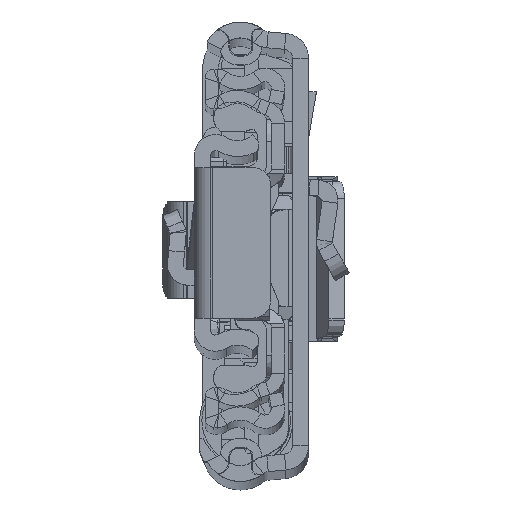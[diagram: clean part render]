
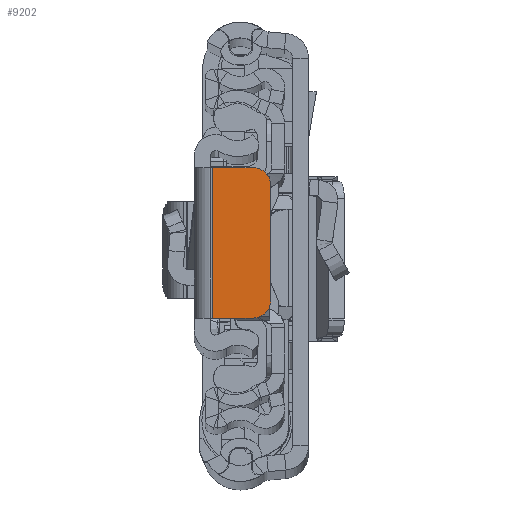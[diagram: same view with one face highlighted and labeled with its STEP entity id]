
A CAD part, top view. The second image highlights one B-rep face of the part: STEP entity #9202.
In plain terms, the highlighted planar face has unit normal (0, 0, 1).
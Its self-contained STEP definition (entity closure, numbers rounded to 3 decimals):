
#370 = EDGE_CURVE ( 'NONE', #38677, #18174, #39444, .T. ) ;
#662 = EDGE_CURVE ( 'NONE', #5514, #30718, #30041, .T. ) ;
#885 = CARTESIAN_POINT ( 'NONE',  ( 0., 0., 0. ) ) ;
#1354 = CARTESIAN_POINT ( 'NONE',  ( 0., -8.5, 0. ) ) ;
#1396 = CIRCLE ( 'NONE', #28881, 2. ) ;
#2279 = CARTESIAN_POINT ( 'NONE',  ( -6.65, 8.5, 0. ) ) ;
#2476 = CARTESIAN_POINT ( 'NONE',  ( -8.65, 6.5, 0. ) ) ;
#2936 = LINE ( 'NONE', #40514, #17342 ) ;
#3002 = VECTOR ( 'NONE', #4736, 1000. ) ;
#4336 = EDGE_CURVE ( 'NONE', #38677, #37480, #2936, .T. ) ;
#4736 = DIRECTION ( 'NONE',  ( 1., 0., 0. ) ) ;
#5253 = DIRECTION ( 'NONE',  ( -1., 0., 0. ) ) ;
#5514 = VERTEX_POINT ( 'NONE', #6145 ) ;
#6145 = CARTESIAN_POINT ( 'NONE',  ( -8.65, -6.5, 0. ) ) ;
#6609 = AXIS2_PLACEMENT_3D ( 'NONE', #885, #29046, #16836 ) ;
#6773 = EDGE_CURVE ( 'NONE', #37480, #33471, #1396, .T. ) ;
#7356 = DIRECTION ( 'NONE',  ( 0., -1., 0. ) ) ;
#8006 = ORIENTED_EDGE ( 'NONE', *, *, #16875, .T. ) ;
#8681 = EDGE_LOOP ( 'NONE', ( #8006, #14044, #24053, #13365, #8913, #31371 ) ) ;
#8913 = ORIENTED_EDGE ( 'NONE', *, *, #4336, .T. ) ;
#9202 = ADVANCED_FACE ( 'NONE', ( #33010 ), #16227, .F. ) ;
#12337 = DIRECTION ( 'NONE',  ( 0., 0., 1. ) ) ;
#13365 = ORIENTED_EDGE ( 'NONE', *, *, #370, .F. ) ;
#14044 = ORIENTED_EDGE ( 'NONE', *, *, #662, .T. ) ;
#15717 = DIRECTION ( 'NONE',  ( -1., 0., 0. ) ) ;
#16227 = PLANE ( 'NONE',  #6609 ) ;
#16836 = DIRECTION ( 'NONE',  ( -1., 0., 0. ) ) ;
#16875 = EDGE_CURVE ( 'NONE', #33471, #5514, #32565, .T. ) ;
#17342 = VECTOR ( 'NONE', #15717, 1000. ) ;
#18174 = VERTEX_POINT ( 'NONE', #23569 ) ;
#18835 = EDGE_CURVE ( 'NONE', #30718, #18174, #20671, .T. ) ;
#19758 = CARTESIAN_POINT ( 'NONE',  ( -8.65, 0., 0. ) ) ;
#19869 = DIRECTION ( 'NONE',  ( 0., 0., 1. ) ) ;
#20671 = LINE ( 'NONE', #1354, #3002 ) ;
#22683 = AXIS2_PLACEMENT_3D ( 'NONE', #35421, #19869, #32678 ) ;
#23043 = CARTESIAN_POINT ( 'NONE',  ( -2.05, 8.5, 0. ) ) ;
#23569 = CARTESIAN_POINT ( 'NONE',  ( -2.05, -8.5, 0. ) ) ;
#24053 = ORIENTED_EDGE ( 'NONE', *, *, #18835, .T. ) ;
#25171 = CARTESIAN_POINT ( 'NONE',  ( -6.65, 6.5, 0. ) ) ;
#26103 = DIRECTION ( 'NONE',  ( 0., -1., 0. ) ) ;
#28881 = AXIS2_PLACEMENT_3D ( 'NONE', #25171, #12337, #5253 ) ;
#29046 = DIRECTION ( 'NONE',  ( 0., 0., -1. ) ) ;
#30041 = CIRCLE ( 'NONE', #22683, 2. ) ;
#30718 = VERTEX_POINT ( 'NONE', #36268 ) ;
#31371 = ORIENTED_EDGE ( 'NONE', *, *, #6773, .T. ) ;
#32565 = LINE ( 'NONE', #19758, #38199 ) ;
#32678 = DIRECTION ( 'NONE',  ( -1., 0., 0. ) ) ;
#33010 = FACE_OUTER_BOUND ( 'NONE', #8681, .T. ) ;
#33471 = VERTEX_POINT ( 'NONE', #2476 ) ;
#35421 = CARTESIAN_POINT ( 'NONE',  ( -6.65, -6.5, 0. ) ) ;
#36091 = CARTESIAN_POINT ( 'NONE',  ( -2.05, -8.5, 0. ) ) ;
#36268 = CARTESIAN_POINT ( 'NONE',  ( -6.65, -8.5, 0. ) ) ;
#37013 = VECTOR ( 'NONE', #7356, 1000. ) ;
#37480 = VERTEX_POINT ( 'NONE', #2279 ) ;
#38199 = VECTOR ( 'NONE', #26103, 1000. ) ;
#38677 = VERTEX_POINT ( 'NONE', #23043 ) ;
#39444 = LINE ( 'NONE', #36091, #37013 ) ;
#40514 = CARTESIAN_POINT ( 'NONE',  ( 0., 8.5, 0. ) ) ;
